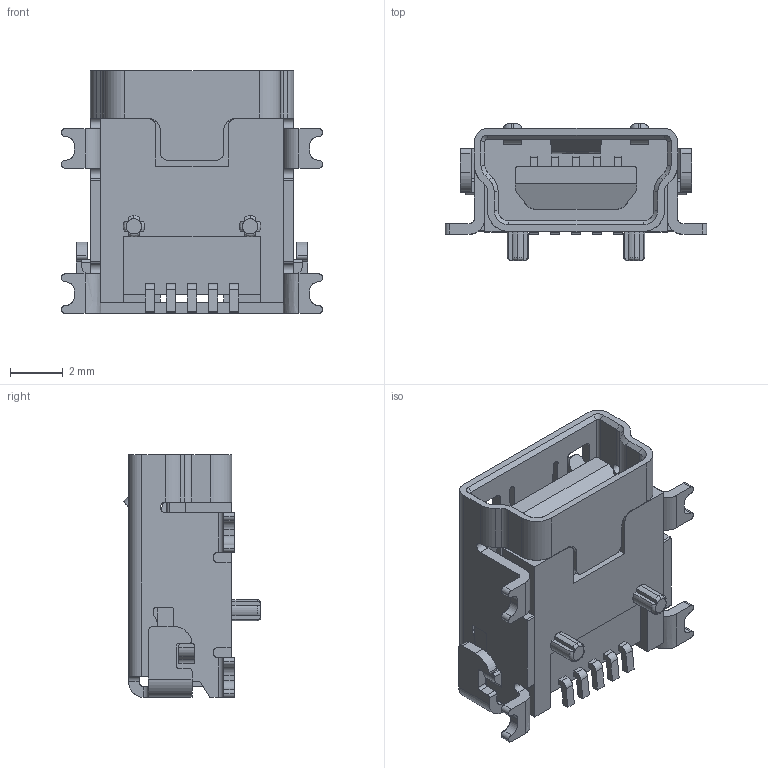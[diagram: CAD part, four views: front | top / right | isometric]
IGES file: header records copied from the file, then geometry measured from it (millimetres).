
Start section: SolidWorks IGES file using analytic representation for surfaces
Global section: file name: KMBX-SMT-5S-S-30TR_rA8.IGS; native system: SolidWorks 2018; preprocessor: SolidWorks 2018; author: Ckelleher; date: 180730.123358; units: millimetre
Bounding box: 9.9 x 5.2 x 9.2 mm (x, y, z)
Surface area: 540.9 mm2 (no closed solid volume)
Topology: 0 solids, 0 shells, 483 faces, 3806 edges, 3804 vertices
Faces by surface type: bspline 292, revolution 191
